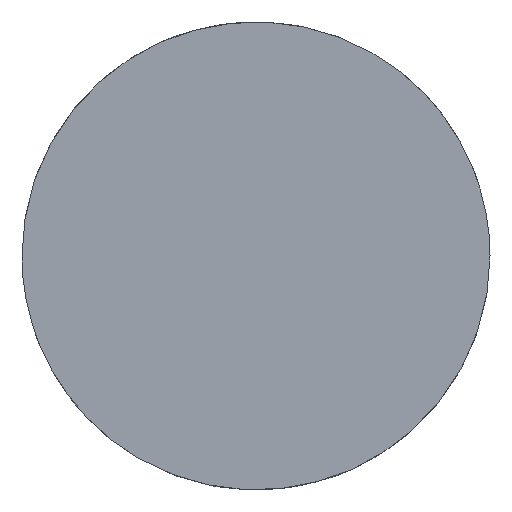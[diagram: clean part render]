
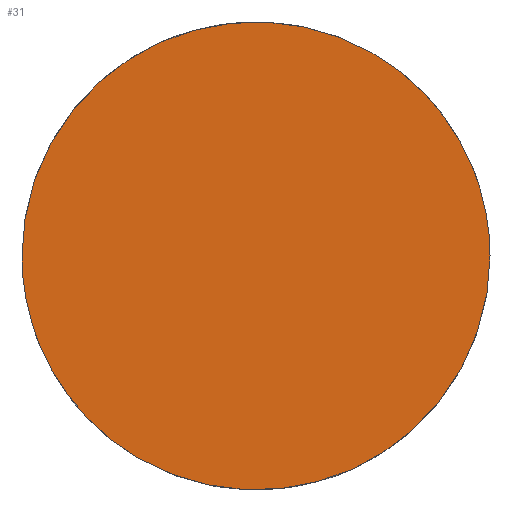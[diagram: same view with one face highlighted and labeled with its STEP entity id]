
A CAD part, top view. The second image highlights one B-rep face of the part: STEP entity #31.
In plain terms, the highlighted planar face has unit normal (0, -0.009, 1).
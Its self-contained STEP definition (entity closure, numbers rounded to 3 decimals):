
#2 = CARTESIAN_POINT ( 'NONE',  ( -12.5, 12.5, 1.5 ) ) ;
#7 = CARTESIAN_POINT ( 'NONE',  ( -12.5, 0., 1.391 ) ) ;
#27 =( BOUNDED_CURVE ( )  B_SPLINE_CURVE ( 3, ( #30, #108, #32, #165 ),
 .UNSPECIFIED., .F., .F. ) 
 B_SPLINE_CURVE_WITH_KNOTS ( ( 4, 4 ),
 ( 1.571, 4.712 ),
 .UNSPECIFIED. ) 
 CURVE ( )  GEOMETRIC_REPRESENTATION_ITEM ( )  RATIONAL_B_SPLINE_CURVE ( ( 1., 0.333, 0.333, 1. ) ) 
 REPRESENTATION_ITEM ( '' )  );
#30 = CARTESIAN_POINT ( 'NONE',  ( -12.5, 0., 1.391 ) ) ;
#31 = ADVANCED_FACE ( 'NONE', ( #144 ), #107, .F. ) ;
#32 = CARTESIAN_POINT ( 'NONE',  ( 12.5, 25., 1.609 ) ) ;
#37 = AXIS2_PLACEMENT_3D ( 'NONE', #2, #88, #54 ) ;
#47 =( BOUNDED_CURVE ( )  B_SPLINE_CURVE ( 3, ( #55, #131, #101, #7 ),
 .UNSPECIFIED., .F., .T. ) 
 B_SPLINE_CURVE_WITH_KNOTS ( ( 4, 4 ),
 ( 4.712, 7.854 ),
 .UNSPECIFIED. ) 
 CURVE ( )  GEOMETRIC_REPRESENTATION_ITEM ( )  RATIONAL_B_SPLINE_CURVE ( ( 1., 0.333, 0.333, 1. ) ) 
 REPRESENTATION_ITEM ( '' )  );
#52 = ORIENTED_EDGE ( 'NONE', *, *, #169, .F. ) ;
#53 = VERTEX_POINT ( 'NONE', #67 ) ;
#54 = DIRECTION ( 'NONE',  ( 0., 1., 0.009 ) ) ;
#55 = CARTESIAN_POINT ( 'NONE',  ( 12.5, 0., 1.391 ) ) ;
#65 = ORIENTED_EDGE ( 'NONE', *, *, #134, .F. ) ;
#67 = CARTESIAN_POINT ( 'NONE',  ( 12.5, 0., 1.391 ) ) ;
#79 = VERTEX_POINT ( 'NONE', #96 ) ;
#88 = DIRECTION ( 'NONE',  ( 0., 0.009, -1. ) ) ;
#96 = CARTESIAN_POINT ( 'NONE',  ( -12.5, 0., 1.391 ) ) ;
#101 = CARTESIAN_POINT ( 'NONE',  ( -12.5, -25., 1.173 ) ) ;
#107 = PLANE ( 'NONE',  #37 ) ;
#108 = CARTESIAN_POINT ( 'NONE',  ( -12.5, 25., 1.609 ) ) ;
#131 = CARTESIAN_POINT ( 'NONE',  ( 12.5, -25., 1.173 ) ) ;
#134 = EDGE_CURVE ( 'NONE', #79, #53, #27, .T. ) ;
#137 = EDGE_LOOP ( 'NONE', ( #65, #52 ) ) ;
#144 = FACE_OUTER_BOUND ( 'NONE', #137, .T. ) ;
#165 = CARTESIAN_POINT ( 'NONE',  ( 12.5, 0., 1.391 ) ) ;
#169 = EDGE_CURVE ( 'NONE', #53, #79, #47, .T. ) ;
